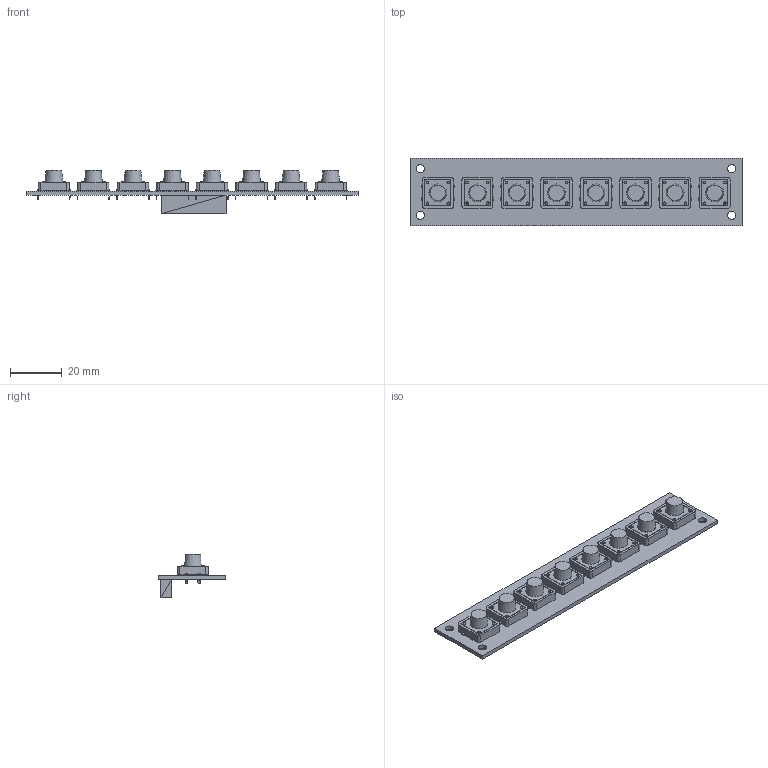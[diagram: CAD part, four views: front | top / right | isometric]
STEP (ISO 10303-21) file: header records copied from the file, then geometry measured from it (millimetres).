
FILE_DESCRIPTION(('for SolidWorks'),'2;1');
FILE_NAME('keypad.step', '2025-03-10T18:07:17',('akasaka'),(''), 'Open CASCADE STEP processor 6.6','DipTrace','Unknown');
FILE_SCHEMA(('AUTOMOTIVE_DESIGN { 1 0 10303 214 1 1 1 1 }'));
Length unit declared in the file: millimetre
Products named in the file (4): PCB_keypad; Board_keypad; 12mm_x_12mm_Tactile_switch_Button; 09DB-6S(LF)
Assembly tree (10 placements, depth 2):
  PCB_keypad
    Board_keypad
    12mm_x_12mm_Tactile_switch_Button  x8
    09DB-6S(LF)
Bounding box: 128 x 26 x 16.69 mm (x, y, z)
Volume: 5239.1 mm3; surface area: 14870.5 mm2
Topology: 1 solids, 69 shells, 1566 faces, 3940 edges, 2628 vertices
Faces by surface type: plane 1178, cylinder 340, torus 32, bspline 8, cone 8
Full cylindrical faces by diameter (mm): 1 x64, 3.2 x4, 6.9 x16
Entity records: 8001 total; most frequent: CARTESIAN_POINT 1162, DIRECTION 1095, ORIENTED_EDGE 1054, EDGE_CURVE 545, LINE 441, VECTOR 441, VERTEX_POINT 374, AXIS2_PLACEMENT_3D 327
